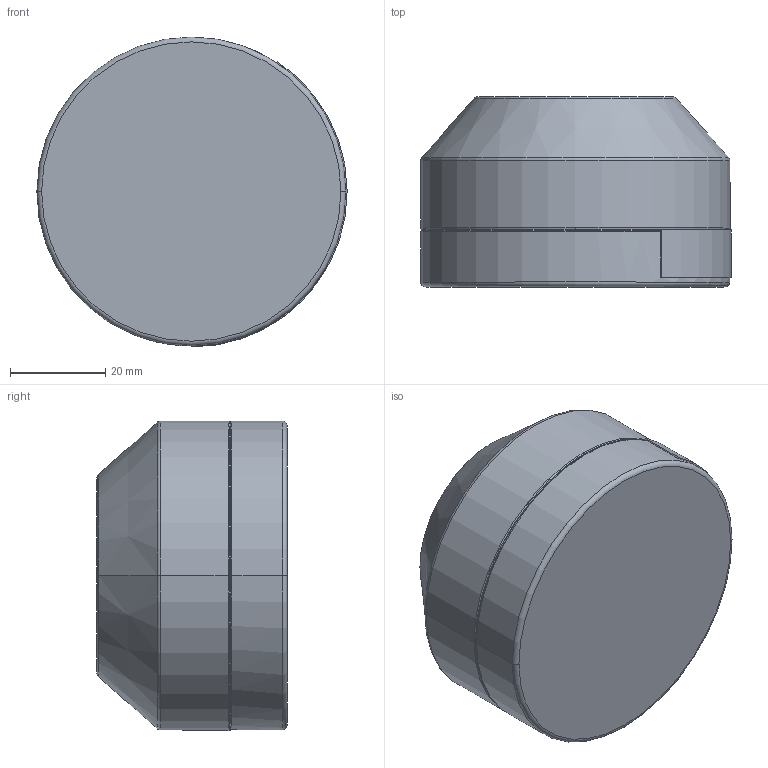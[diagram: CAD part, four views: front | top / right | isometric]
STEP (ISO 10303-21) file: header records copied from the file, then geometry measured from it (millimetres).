
FILE_DESCRIPTION((''),'2;1');
FILE_NAME('BT65B_D202648A','2007-03-08T',('Pepperl+Fuchs'),('Industriehansa'),'PRO/ENGINEER BY PARAMETRIC TECHNOLOGY CORPORATION, 2005290','PRO/ENGINEER BY PARAMETRIC TECHNOLOGY CORPORATION, 2005290','');
FILE_SCHEMA(('AUTOMOTIVE_DESIGN_CC2 { 1 2 10303 214 -1 1 5 2 }'));
Length unit declared in the file: millimetre
Products named in the file (1): BT65B_D202648A
Bounding box: 65.3 x 40 x 65.2 mm (x, y, z)
Volume: 119455.8 mm3; surface area: 13180.1 mm2
Topology: 1 solids, 1 shells, 31 faces, 77 edges, 48 vertices
Faces by surface type: plane 10, torus 10, cylinder 9, cone 2
Entity records: 1257 total; most frequent: DIRECTION 187, CARTESIAN_POINT 153, ORIENTED_EDGE 150, PRESENTATION_STYLE_ASSIGNMENT 83, AXIS2_PLACEMENT_3D 78, STYLED_ITEM 78, CURVE_STYLE 77, EDGE_CURVE 75
